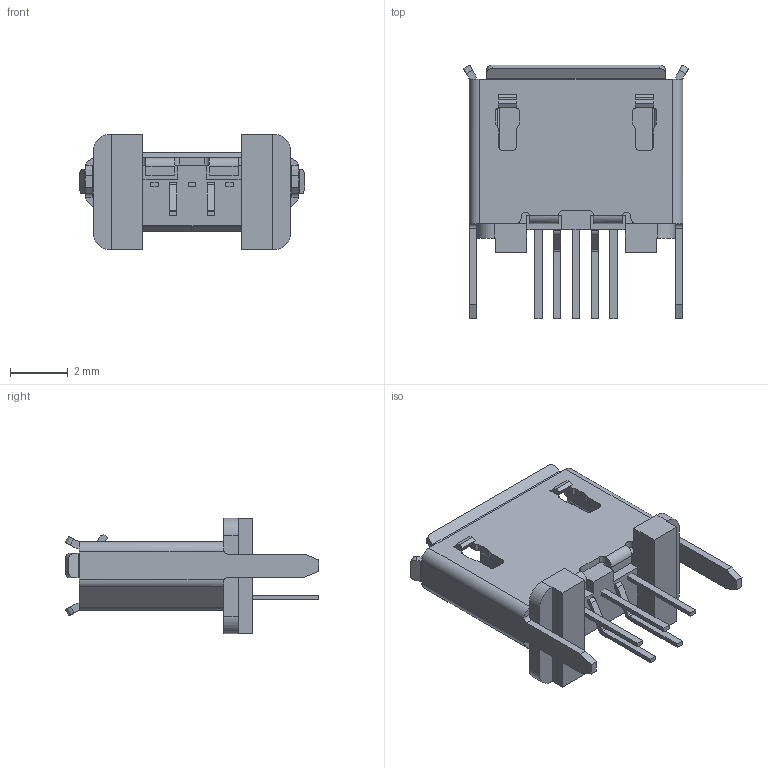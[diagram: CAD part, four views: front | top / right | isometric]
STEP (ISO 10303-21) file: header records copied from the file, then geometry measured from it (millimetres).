
FILE_DESCRIPTION(/* description */ ('STEP AP214'),/* implementation_level */ '2;1');
FILE_NAME(/* name */ 'USB3145-30-1-A',/* time_stamp */ '2023-07-12T12:53:14+02:00',/* author */ ('License CC BY-ND 4.0'),/* organization */ ('CADENAS'),/* preprocessor_version */ 'ST-DEVELOPER v19.3',/* originating_system */ 'PARTsolutions',/* authorisation */ ' ');
FILE_SCHEMA (('AUTOMOTIVE_DESIGN {1 0 10303 214 3 1 1}'));
Length unit declared in the file: millimetre
Products named in the file (8): USB3145-30-1-A; USB3145-30-1-A_PART7; USB3145-30-1-A_PART6; USB3145-30-1-A_PART5; USB3145-30-1-A_PART4; USB3145-30-1-A_PART3; USB3145-30-1-A_PART2; USB3145-30-1-A_PART1
Assembly tree (7 placements, depth 2):
  USB3145-30-1-A
    USB3145-30-1-A_PART7
    USB3145-30-1-A_PART6
    USB3145-30-1-A_PART5
    USB3145-30-1-A_PART4
    USB3145-30-1-A_PART3
    USB3145-30-1-A_PART2
    USB3145-30-1-A_PART1
Bounding box: 7.8 x 8.8 x 4 mm (x, y, z)
Volume: 59.1 mm3; surface area: 367.7 mm2
Topology: 7 solids, 7 shells, 533 faces, 1486 edges, 968 vertices
Faces by surface type: plane 409, cylinder 120, bspline 4
Entity records: 17185 total; most frequent: CARTESIAN_POINT 3085, ORIENTED_EDGE 2972, DIRECTION 2790, EDGE_CURVE 1486, LINE 1236, VECTOR 1236, VERTEX_POINT 968, AXIS2_PLACEMENT_3D 777
